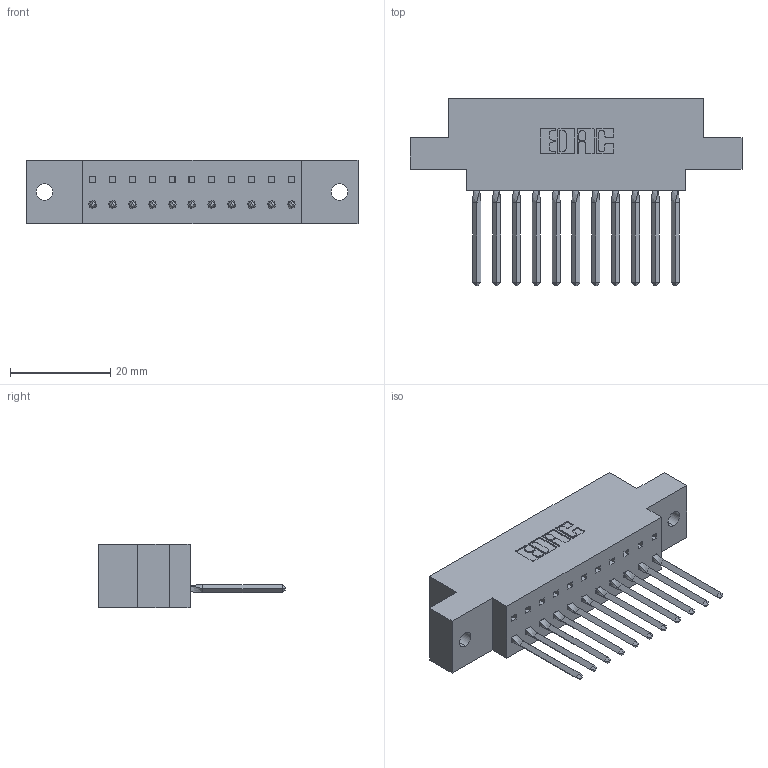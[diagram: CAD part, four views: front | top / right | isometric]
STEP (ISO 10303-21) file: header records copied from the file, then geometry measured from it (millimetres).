
FILE_DESCRIPTION (( 'STEP AP203' ), '1' );
FILE_NAME ('317-011-541-602.STEP', '2020-02-27T13:45:06', ( '' ), ( '' ), 'SwSTEP 2.0', 'SolidWorks 2016', '' );
FILE_SCHEMA (( 'CONFIG_CONTROL_DESIGN' ));
Length unit declared in the file: inch
Products named in the file (3): 317-290-002_541; 317 Part_.144 Dia; 317-011-541-602
Assembly tree (12 placements, depth 2):
  317-011-541-602
    317 Part_.144 Dia
    317-290-002_541  x11
Bounding box: 66.29 x 37.34 x 12.7 mm (x, y, z)
Volume: 9760.8 mm3; surface area: 12492.5 mm2
Topology: 12 solids, 12 shells, 1774 faces, 5049 edges, 3284 vertices
Faces by surface type: plane 1422, cylinder 308, bspline 44
Entity records: 21424 total; most frequent: CARTESIAN_POINT 4434, ORIENTED_EDGE 3698, DIRECTION 3015, EDGE_CURVE 1849, LINE 1485, VECTOR 1485, VERTEX_POINT 1224, AXIS2_PLACEMENT_3D 765
